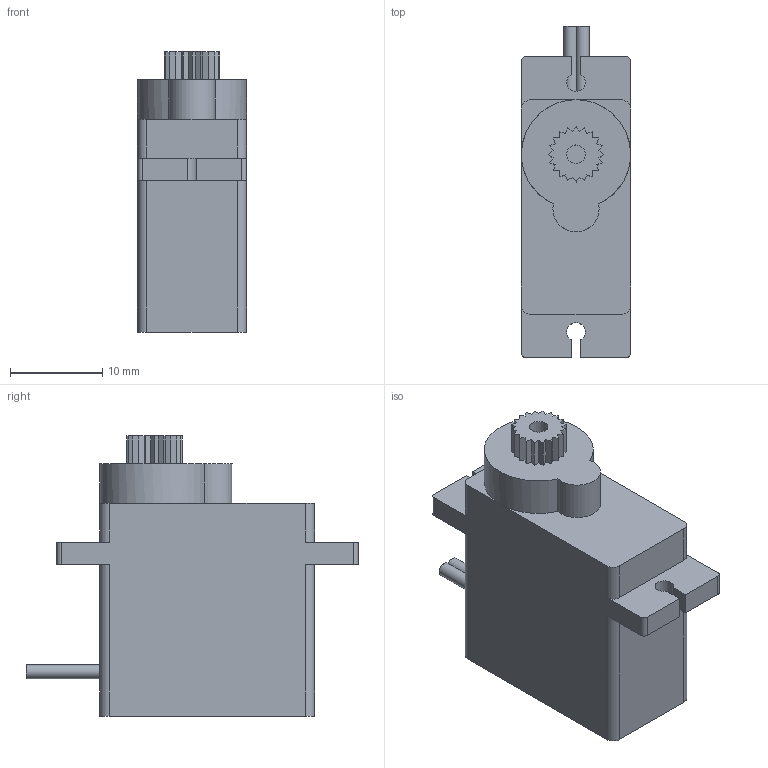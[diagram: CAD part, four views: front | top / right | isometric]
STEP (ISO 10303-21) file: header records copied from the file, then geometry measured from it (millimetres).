
FILE_DESCRIPTION(/* description */ (''),/* implementation_level */ '2;1');
FILE_NAME(/* name */ '2941 Micro DC Motor.step',/* time_stamp */ '2018-07-07T12:50:15-04:00',/* author */ ('Adafruit'),/* organization */ (''),/* preprocessor_version */ 'ST-DEVELOPER v17',/* originating_system */ 'Autodesk Translation Framework v7.1.0.215',/* authorisation */ '');
FILE_SCHEMA (('AUTOMOTIVE_DESIGN { 1 0 10303 214 3 1 1 }'));
Length unit declared in the file: millimetre
Products named in the file (1): Micro DC Motor 2941
Bounding box: 11.8 x 35.9 x 30.3 mm (x, y, z)
Volume: 7125.5 mm3; surface area: 2789.5 mm2
Topology: 3 solids, 3 shells, 86 faces, 237 edges, 157 vertices
Faces by surface type: plane 67, cylinder 19
Full cylindrical faces by diameter (mm): 2 x1
Entity records: 2776 total; most frequent: CARTESIAN_POINT 481, ORIENTED_EDGE 474, DIRECTION 452, EDGE_CURVE 237, LINE 196, VECTOR 196, VERTEX_POINT 157, AXIS2_PLACEMENT_3D 128
